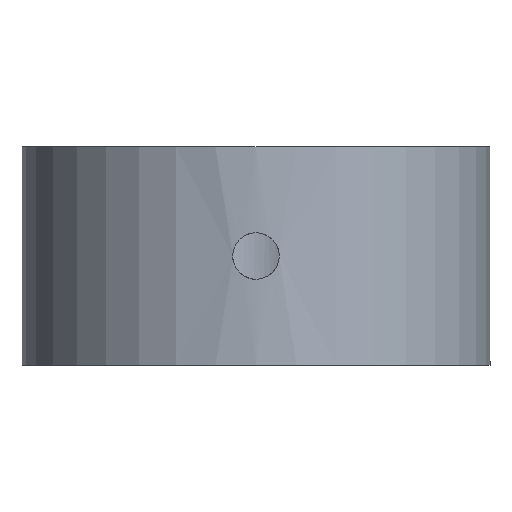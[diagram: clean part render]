
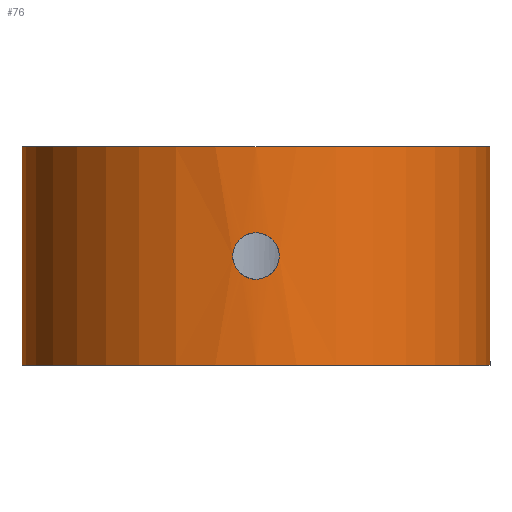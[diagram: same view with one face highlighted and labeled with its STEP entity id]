
A CAD part, front view. The second image highlights one B-rep face of the part: STEP entity #76.
In plain terms, the highlighted cylindrical face has radius 16.1 mm (diameter 32.2 mm), a partial arc.
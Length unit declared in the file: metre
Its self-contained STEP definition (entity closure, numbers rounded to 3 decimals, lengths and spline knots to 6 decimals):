
#76=ADVANCED_FACE('95:56',(#148,#149),#150,.T.);
#148=FACE_BOUND('',#233,.T.);
#149=FACE_OUTER_BOUND('',#234,.T.);
#150=CYLINDRICAL_SURFACE('',#235,0.0161);
#233=EDGE_LOOP('',(#475,#476,#477));
#234=EDGE_LOOP('',(#478,#479,#480,#481));
#235=AXIS2_PLACEMENT_3D('',#482,#483,#484);
#475=ORIENTED_EDGE('',*,*,#639,.T.);
#476=ORIENTED_EDGE('',*,*,#565,.T.);
#477=ORIENTED_EDGE('',*,*,#640,.T.);
#478=ORIENTED_EDGE('',*,*,#625,.T.);
#479=ORIENTED_EDGE('',*,*,#628,.F.);
#480=ORIENTED_EDGE('',*,*,#618,.F.);
#481=ORIENTED_EDGE('',*,*,#629,.T.);
#482=CARTESIAN_POINT('',(0.,-0.04672,-0.17328));
#483=DIRECTION('',(0.,0.0,1.0));
#484=DIRECTION('',(-1.0,0.0,0.));
#565=EDGE_CURVE('95:221',#664,#668,#670,.T.);
#618=EDGE_CURVE('95:122',#768,#764,#770,.T.);
#625=EDGE_CURVE('95:170',#772,#778,#780,.T.);
#628=EDGE_CURVE('95:182',#764,#778,#783,.T.);
#629=EDGE_CURVE('95:185',#768,#772,#784,.T.);
#639=EDGE_CURVE('95:221',#795,#664,#796,.T.);
#640=EDGE_CURVE('95:221',#668,#795,#797,.T.);
#664=VERTEX_POINT('',#856);
#668=VERTEX_POINT('',#861);
#670=B_SPLINE_CURVE_WITH_KNOTS('',3,(#864,#865,#866,#867,#868,#869,#870,#871,#872,#873,#874,#875,#876,#877,#878,#879,#880,#881,#882,#883,#884,#885,#886,#887,#888,#889,#890,#891),.UNSPECIFIED.,.F.,.F.,(4,3,3,3,3,3,3,3,3,4),(0.004825,0.005543,0.005957,0.006317,0.007034,0.007494,0.008156,0.008703,0.00942,0.00965),.UNSPECIFIED.);
#764=VERTEX_POINT('',#1006);
#768=VERTEX_POINT('',#1011);
#770=CIRCLE('',#1014,0.0161);
#772=VERTEX_POINT('',#1016);
#778=VERTEX_POINT('',#1023);
#780=CIRCLE('',#1026,0.0161);
#783=LINE('',#1030,#1031);
#784=LINE('',#1032,#1033);
#795=VERTEX_POINT('',#1046);
#796=B_SPLINE_CURVE_WITH_KNOTS('',3,(#1047,#1048,#1049,#1050,#1051,#1052,#1053,#1054,#1055,#1056,#1057,#1058,#1059,#1060,#1061,#1062),.UNSPECIFIED.,.F.,.F.,(4,3,3,3,3,4),(0.002413,0.003062,0.003584,0.003982,0.0047,0.004825),.UNSPECIFIED.);
#797=B_SPLINE_CURVE_WITH_KNOTS('',3,(#1063,#1064,#1065,#1066,#1067,#1068,#1069,#1070,#1071,#1072,#1073,#1074,#1075,#1076,#1077,#1078),.UNSPECIFIED.,.F.,.F.,(4,3,3,3,3,4),(0.00965,0.010368,0.010841,0.011223,0.011941,0.012063),.UNSPECIFIED.);
#856=CARTESIAN_POINT('',(0.0016,-0.062741,-0.16578));
#861=CARTESIAN_POINT('',(-0.0016,-0.062741,-0.16578));
#864=CARTESIAN_POINT('',(0.0016,-0.062741,-0.16578));
#865=CARTESIAN_POINT('',(0.0016,-0.062741,-0.166019));
#866=CARTESIAN_POINT('',(0.001542,-0.062747,-0.166277));
#867=CARTESIAN_POINT('',(0.001427,-0.062757,-0.166503));
#868=CARTESIAN_POINT('',(0.001361,-0.062763,-0.166634));
#869=CARTESIAN_POINT('',(0.001277,-0.06277,-0.166754));
#870=CARTESIAN_POINT('',(0.001183,-0.062777,-0.166857));
#871=CARTESIAN_POINT('',(0.001101,-0.062783,-0.166947));
#872=CARTESIAN_POINT('',(0.00101,-0.062789,-0.167027));
#873=CARTESIAN_POINT('',(0.000907,-0.062795,-0.167098));
#874=CARTESIAN_POINT('',(0.000701,-0.062806,-0.16724));
#875=CARTESIAN_POINT('',(0.000453,-0.062816,-0.167334));
#876=CARTESIAN_POINT('',(0.000207,-0.062819,-0.167367));
#877=CARTESIAN_POINT('',(0.00005,-0.062821,-0.167387));
#878=CARTESIAN_POINT('',(-0.000103,-0.062821,-0.167385));
#879=CARTESIAN_POINT('',(-0.000261,-0.062818,-0.167359));
#880=CARTESIAN_POINT('',(-0.000488,-0.062814,-0.167321));
#881=CARTESIAN_POINT('',(-0.000714,-0.062806,-0.16723));
#882=CARTESIAN_POINT('',(-0.000905,-0.062795,-0.1671));
#883=CARTESIAN_POINT('',(-0.001062,-0.062786,-0.166992));
#884=CARTESIAN_POINT('',(-0.001192,-0.062776,-0.166864));
#885=CARTESIAN_POINT('',(-0.001303,-0.062767,-0.166709));
#886=CARTESIAN_POINT('',(-0.001447,-0.062756,-0.166506));
#887=CARTESIAN_POINT('',(-0.001546,-0.062746,-0.16626));
#888=CARTESIAN_POINT('',(-0.001583,-0.062742,-0.166014));
#889=CARTESIAN_POINT('',(-0.001594,-0.062741,-0.165935));
#890=CARTESIAN_POINT('',(-0.0016,-0.062741,-0.165857));
#891=CARTESIAN_POINT('',(-0.0016,-0.062741,-0.16578));
#1006=CARTESIAN_POINT('',(-0.0161,-0.04672,-0.17328));
#1011=CARTESIAN_POINT('',(0.0161,-0.04672,-0.17328));
#1014=AXIS2_PLACEMENT_3D('',#1257,#1258,#1259);
#1016=CARTESIAN_POINT('',(0.0161,-0.04672,-0.15828));
#1023=CARTESIAN_POINT('',(-0.0161,-0.04672,-0.15828));
#1026=AXIS2_PLACEMENT_3D('',#1274,#1275,#1276);
#1030=CARTESIAN_POINT('',(-0.0161,-0.04672,-0.17328));
#1031=VECTOR('',#1281,1.0);
#1032=CARTESIAN_POINT('',(0.0161,-0.04672,-0.17328));
#1033=VECTOR('',#1282,1.0);
#1046=CARTESIAN_POINT('',(0.,-0.06282,-0.16418));
#1047=CARTESIAN_POINT('',(0.,-0.06282,-0.16418));
#1048=CARTESIAN_POINT('',(0.000217,-0.06282,-0.16418));
#1049=CARTESIAN_POINT('',(0.000448,-0.062815,-0.164227));
#1050=CARTESIAN_POINT('',(0.000658,-0.062807,-0.164322));
#1051=CARTESIAN_POINT('',(0.000826,-0.0628,-0.164397));
#1052=CARTESIAN_POINT('',(0.00098,-0.062791,-0.164503));
#1053=CARTESIAN_POINT('',(0.001106,-0.062782,-0.164624));
#1054=CARTESIAN_POINT('',(0.001203,-0.062776,-0.164716));
#1055=CARTESIAN_POINT('',(0.00129,-0.062769,-0.164823));
#1056=CARTESIAN_POINT('',(0.001363,-0.062762,-0.164942));
#1057=CARTESIAN_POINT('',(0.001495,-0.062751,-0.165156));
#1058=CARTESIAN_POINT('',(0.001576,-0.062743,-0.165409));
#1059=CARTESIAN_POINT('',(0.001595,-0.062741,-0.165653));
#1060=CARTESIAN_POINT('',(0.001598,-0.062741,-0.165696));
#1061=CARTESIAN_POINT('',(0.0016,-0.062741,-0.165738));
#1062=CARTESIAN_POINT('',(0.0016,-0.062741,-0.16578));
#1063=CARTESIAN_POINT('',(-0.0016,-0.062741,-0.16578));
#1064=CARTESIAN_POINT('',(-0.0016,-0.062741,-0.165541));
#1065=CARTESIAN_POINT('',(-0.001542,-0.062747,-0.165283));
#1066=CARTESIAN_POINT('',(-0.001427,-0.062757,-0.165057));
#1067=CARTESIAN_POINT('',(-0.001352,-0.062764,-0.164908));
#1068=CARTESIAN_POINT('',(-0.001253,-0.062772,-0.164772));
#1069=CARTESIAN_POINT('',(-0.001142,-0.06278,-0.164659));
#1070=CARTESIAN_POINT('',(-0.001053,-0.062786,-0.164568));
#1071=CARTESIAN_POINT('',(-0.000949,-0.062793,-0.164485));
#1072=CARTESIAN_POINT('',(-0.000835,-0.062799,-0.164415));
#1073=CARTESIAN_POINT('',(-0.00062,-0.06281,-0.164284));
#1074=CARTESIAN_POINT('',(-0.000367,-0.062818,-0.164204));
#1075=CARTESIAN_POINT('',(-0.000123,-0.06282,-0.164185));
#1076=CARTESIAN_POINT('',(-0.000082,-0.06282,-0.164182));
#1077=CARTESIAN_POINT('',(-0.000041,-0.06282,-0.16418));
#1078=CARTESIAN_POINT('',(0.,-0.06282,-0.16418));
#1257=CARTESIAN_POINT('',(0.,-0.04672,-0.17328));
#1258=DIRECTION('',(0.,0.0,-1.0));
#1259=DIRECTION('',(-1.0,0.0,0.));
#1274=CARTESIAN_POINT('',(0.,-0.04672,-0.15828));
#1275=DIRECTION('',(0.,0.0,-1.0));
#1276=DIRECTION('',(-1.0,0.0,0.));
#1281=DIRECTION('',(0.,0.0,1.0));
#1282=DIRECTION('',(0.,0.0,1.0));
